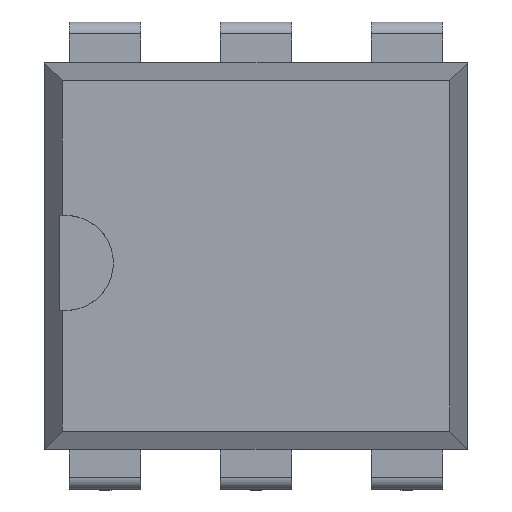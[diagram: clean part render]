
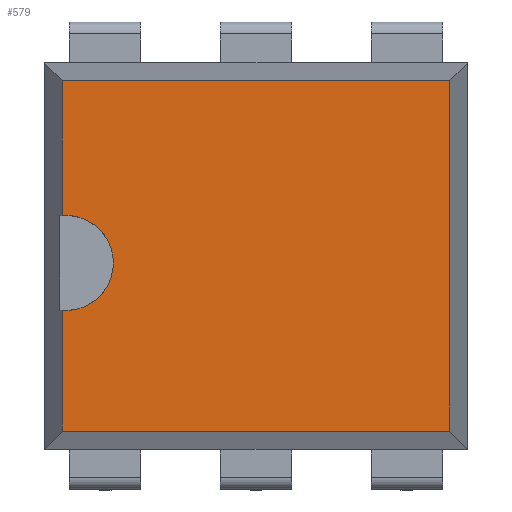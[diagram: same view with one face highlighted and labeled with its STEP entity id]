
A CAD part, top view. The second image highlights one B-rep face of the part: STEP entity #579.
In plain terms, the highlighted planar face has unit normal (0, 0, 1).
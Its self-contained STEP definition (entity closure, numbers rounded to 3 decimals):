
#5 = EDGE_CURVE ( 'NONE', #361, #935, #3440, .T. ) ;
#361 = VERTEX_POINT ( 'NONE', #3474 ) ;
#572 = LINE ( 'NONE', #4188, #2561 ) ;
#579 = ADVANCED_FACE ( 'NONE', ( #1280 ), #1422, .T. ) ;
#674 = AXIS2_PLACEMENT_3D ( 'NONE', #4641, #2263, #5059 ) ;
#691 = EDGE_LOOP ( 'NONE', ( #1617, #2573, #1346, #3235, #2150, #1795, #2732 ) ) ;
#933 = VERTEX_POINT ( 'NONE', #2479 ) ;
#935 = VERTEX_POINT ( 'NONE', #2888 ) ;
#943 = CARTESIAN_POINT ( 'NONE',  ( 0.3, 0.98, 5.3 ) ) ;
#979 = VERTEX_POINT ( 'NONE', #4514 ) ;
#1057 = CARTESIAN_POINT ( 'NONE',  ( 0.3, 0.98, 5.3 ) ) ;
#1064 = CARTESIAN_POINT ( 'NONE',  ( 0., 0.68, 5.3 ) ) ;
#1186 = LINE ( 'NONE', #1057, #2228 ) ;
#1230 = DIRECTION ( 'NONE',  ( 1., 0., 0. ) ) ;
#1280 = FACE_OUTER_BOUND ( 'NONE', #691, .T. ) ;
#1346 = ORIENTED_EDGE ( 'NONE', *, *, #3467, .T. ) ;
#1373 = EDGE_CURVE ( 'NONE', #933, #2586, #4481, .T. ) ;
#1422 = PLANE ( 'NONE',  #5153 ) ;
#1465 = EDGE_CURVE ( 'NONE', #361, #933, #572, .T. ) ;
#1466 = DIRECTION ( 'NONE',  ( 1., 0., 0. ) ) ;
#1477 = DIRECTION ( 'NONE',  ( 0., 0., -1. ) ) ;
#1617 = ORIENTED_EDGE ( 'NONE', *, *, #1465, .F. ) ;
#1795 = ORIENTED_EDGE ( 'NONE', *, *, #2260, .T. ) ;
#2150 = ORIENTED_EDGE ( 'NONE', *, *, #4027, .T. ) ;
#2228 = VECTOR ( 'NONE', #3441, 1000. ) ;
#2260 = EDGE_CURVE ( 'NONE', #2850, #2586, #3007, .T. ) ;
#2263 = DIRECTION ( 'NONE',  ( 0., 0., -1. ) ) ;
#2446 = DIRECTION ( 'NONE',  ( 0., -1., 0. ) ) ;
#2479 = CARTESIAN_POINT ( 'NONE',  ( 6.82, 6.88, 5.3 ) ) ;
#2561 = VECTOR ( 'NONE', #4572, 1000. ) ;
#2571 = AXIS2_PLACEMENT_3D ( 'NONE', #3864, #1477, #4254 ) ;
#2573 = ORIENTED_EDGE ( 'NONE', *, *, #5, .T. ) ;
#2586 = VERTEX_POINT ( 'NONE', #4336 ) ;
#2732 = ORIENTED_EDGE ( 'NONE', *, *, #1373, .F. ) ;
#2850 = VERTEX_POINT ( 'NONE', #4837 ) ;
#2888 = CARTESIAN_POINT ( 'NONE',  ( 0.3, 4.608, 5.3 ) ) ;
#3007 = LINE ( 'NONE', #4793, #4994 ) ;
#3049 = VERTEX_POINT ( 'NONE', #4217 ) ;
#3055 = CIRCLE ( 'NONE', #2571, 0.8 ) ;
#3163 = EDGE_CURVE ( 'NONE', #3049, #979, #3637, .T. ) ;
#3235 = ORIENTED_EDGE ( 'NONE', *, *, #3163, .T. ) ;
#3306 = VECTOR ( 'NONE', #3463, 1000. ) ;
#3440 = LINE ( 'NONE', #943, #3306 ) ;
#3442 = VECTOR ( 'NONE', #2446, 1000. ) ;
#3441 = DIRECTION ( 'NONE',  ( 0., -1., 0. ) ) ;
#3463 = DIRECTION ( 'NONE',  ( 0., -1., 0. ) ) ;
#3467 = EDGE_CURVE ( 'NONE', #935, #3049, #3055, .T. ) ;
#3474 = CARTESIAN_POINT ( 'NONE',  ( 0.3, 6.88, 5.3 ) ) ;
#3637 = CIRCLE ( 'NONE', #674, 0.8 ) ;
#3851 = DIRECTION ( 'NONE',  ( 0., 0., 1. ) ) ;
#3864 = CARTESIAN_POINT ( 'NONE',  ( 0.36, 3.81, 5.3 ) ) ;
#4027 = EDGE_CURVE ( 'NONE', #979, #2850, #1186, .T. ) ;
#4052 = CARTESIAN_POINT ( 'NONE',  ( 6.82, 0.98, 5.3 ) ) ;
#4188 = CARTESIAN_POINT ( 'NONE',  ( 0., 6.88, 5.3 ) ) ;
#4217 = CARTESIAN_POINT ( 'NONE',  ( 1.16, 3.81, 5.3 ) ) ;
#4254 = DIRECTION ( 'NONE',  ( 1., 0., 0. ) ) ;
#4336 = CARTESIAN_POINT ( 'NONE',  ( 6.82, 0.98, 5.3 ) ) ;
#4481 = LINE ( 'NONE', #4052, #3442 ) ;
#4514 = CARTESIAN_POINT ( 'NONE',  ( 0.3, 3.012, 5.3 ) ) ;
#4572 = DIRECTION ( 'NONE',  ( 1., 0., 0. ) ) ;
#4641 = CARTESIAN_POINT ( 'NONE',  ( 0.36, 3.81, 5.3 ) ) ;
#4793 = CARTESIAN_POINT ( 'NONE',  ( 0., 0.98, 5.3 ) ) ;
#4837 = CARTESIAN_POINT ( 'NONE',  ( 0.3, 0.98, 5.3 ) ) ;
#4994 = VECTOR ( 'NONE', #1230, 1000. ) ;
#5059 = DIRECTION ( 'NONE',  ( 1., 0., 0. ) ) ;
#5153 = AXIS2_PLACEMENT_3D ( 'NONE', #1064, #3851, #1466 ) ;
